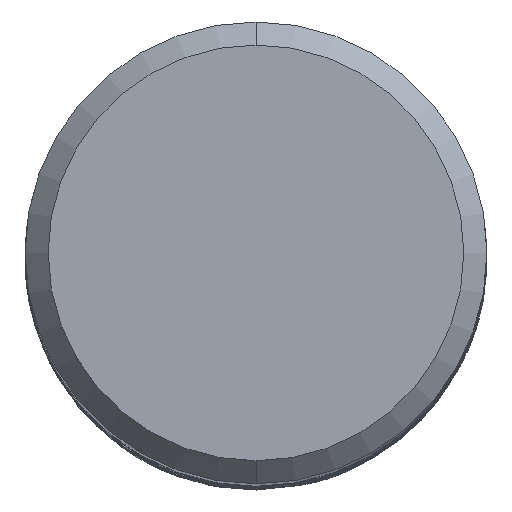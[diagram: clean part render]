
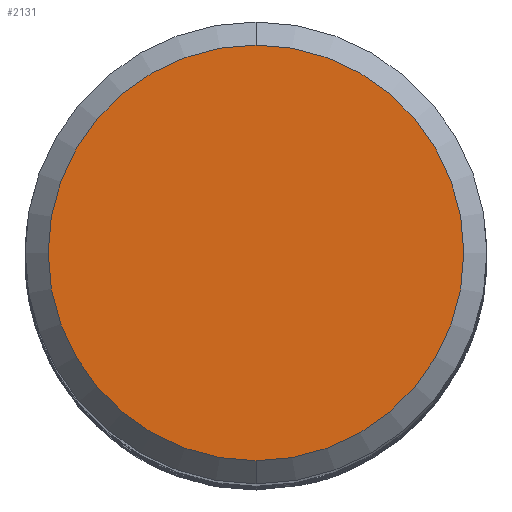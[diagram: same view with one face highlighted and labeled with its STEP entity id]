
A CAD part, top view. The second image highlights one B-rep face of the part: STEP entity #2131.
In plain terms, the highlighted planar face has unit normal (0, 0, 1).
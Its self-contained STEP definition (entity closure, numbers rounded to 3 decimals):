
#1619=EDGE_CURVE('',#3597,#2821,#4337,.T.);
#2131=ADVANCED_FACE('',(#4890),#4891,.T.);
#2821=VERTEX_POINT('',#5639);
#3059=EDGE_CURVE('',#2821,#3597,#5894,.T.);
#3597=VERTEX_POINT('',#6477);
#4337=CIRCLE('',#12744,9.0);
#4890=FACE_OUTER_BOUND('',#22423,.T.);
#4891=PLANE('',#22424);
#5639=CARTESIAN_POINT('',(0.0,9.0,0.0));
#5894=CIRCLE('',#35863,9.0);
#6477=CARTESIAN_POINT('',(0.,-9.0,0.0));
#12744=AXIS2_PLACEMENT_3D('',#51942,#51943,#51944);
#22423=EDGE_LOOP('',(#52473,#52474));
#22424=AXIS2_PLACEMENT_3D('',#52475,#52476,#52477);
#35863=AXIS2_PLACEMENT_3D('',#53466,#53467,#53468);
#51942=CARTESIAN_POINT('',(0.0,0.0,0.0));
#51943=DIRECTION('',(0.0,0.0,-1.0));
#51944=DIRECTION('',(0.0,1.0,0.0));
#52473=ORIENTED_EDGE('',*,*,#3059,.F.);
#52474=ORIENTED_EDGE('',*,*,#1619,.F.);
#52475=CARTESIAN_POINT('',(0.0,4.5,0.0));
#52476=DIRECTION('',(-0.0,0.0,1.0));
#52477=DIRECTION('',(0.0,-1.0,0.0));
#53466=CARTESIAN_POINT('',(0.0,0.0,0.0));
#53467=DIRECTION('',(0.0,0.0,-1.0));
#53468=DIRECTION('',(0.0,1.0,0.0));
